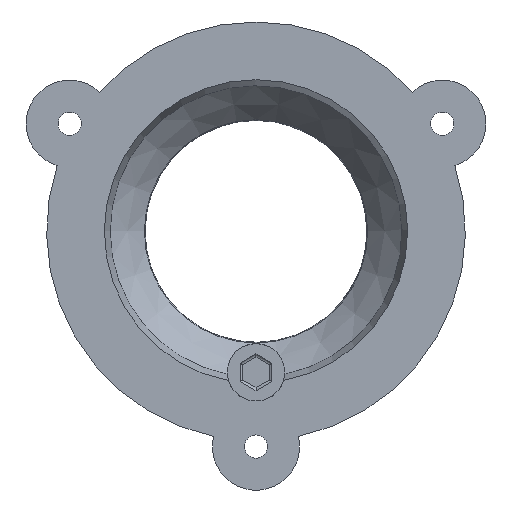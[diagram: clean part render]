
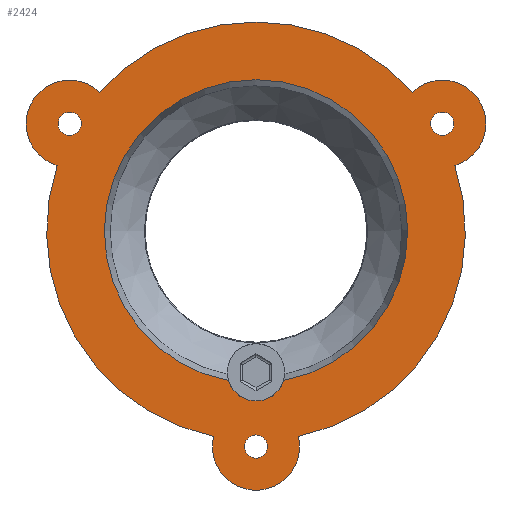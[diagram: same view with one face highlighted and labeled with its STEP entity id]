
A CAD part, front view. The second image highlights one B-rep face of the part: STEP entity #2424.
In plain terms, the highlighted planar face has unit normal (0, -1, 0).
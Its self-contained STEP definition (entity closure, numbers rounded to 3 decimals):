
#23=FACE_BOUND('',#445,.T.);
#24=FACE_BOUND('',#446,.T.);
#25=FACE_BOUND('',#447,.T.);
#26=FACE_BOUND('',#448,.T.);
#148=CIRCLE('',#2553,26.08);
#150=CIRCLE('',#2556,4.926);
#172=CIRCLE('',#2594,36.);
#173=CIRCLE('',#2595,7.5);
#174=CIRCLE('',#2596,36.);
#175=CIRCLE('',#2597,7.5);
#176=CIRCLE('',#2598,36.);
#177=CIRCLE('',#2599,7.5);
#178=CIRCLE('',#2600,2.);
#179=CIRCLE('',#2601,2.);
#180=CIRCLE('',#2602,2.);
#303=FACE_OUTER_BOUND('',#444,.T.);
#444=EDGE_LOOP('',(#2145,#2146,#2147,#2148,#2149,#2150));
#445=EDGE_LOOP('',(#2151,#2152));
#446=EDGE_LOOP('',(#2153));
#447=EDGE_LOOP('',(#2154));
#448=EDGE_LOOP('',(#2155));
#1040=VERTEX_POINT('',#5942);
#1041=VERTEX_POINT('',#5949);
#1102=VERTEX_POINT('',#7530);
#1103=VERTEX_POINT('',#7531);
#1104=VERTEX_POINT('',#7533);
#1105=VERTEX_POINT('',#7535);
#1106=VERTEX_POINT('',#7537);
#1107=VERTEX_POINT('',#7539);
#1108=VERTEX_POINT('',#7542);
#1109=VERTEX_POINT('',#7544);
#1110=VERTEX_POINT('',#7546);
#1353=EDGE_CURVE('',#1040,#1041,#148,.T.);
#1356=EDGE_CURVE('',#1040,#1041,#150,.T.);
#1456=EDGE_CURVE('',#1102,#1103,#172,.T.);
#1457=EDGE_CURVE('',#1103,#1104,#173,.T.);
#1458=EDGE_CURVE('',#1104,#1105,#174,.T.);
#1459=EDGE_CURVE('',#1105,#1106,#175,.T.);
#1460=EDGE_CURVE('',#1106,#1107,#176,.T.);
#1461=EDGE_CURVE('',#1107,#1102,#177,.T.);
#1462=EDGE_CURVE('',#1108,#1108,#178,.T.);
#1463=EDGE_CURVE('',#1109,#1109,#179,.T.);
#1464=EDGE_CURVE('',#1110,#1110,#180,.T.);
#2145=ORIENTED_EDGE('',*,*,#1456,.T.);
#2146=ORIENTED_EDGE('',*,*,#1457,.T.);
#2147=ORIENTED_EDGE('',*,*,#1458,.T.);
#2148=ORIENTED_EDGE('',*,*,#1459,.T.);
#2149=ORIENTED_EDGE('',*,*,#1460,.T.);
#2150=ORIENTED_EDGE('',*,*,#1461,.T.);
#2151=ORIENTED_EDGE('',*,*,#1353,.F.);
#2152=ORIENTED_EDGE('',*,*,#1356,.T.);
#2153=ORIENTED_EDGE('',*,*,#1462,.T.);
#2154=ORIENTED_EDGE('',*,*,#1463,.T.);
#2155=ORIENTED_EDGE('',*,*,#1464,.T.);
#2302=PLANE('',#2593);
#2424=ADVANCED_FACE('',(#303,#23,#24,#25,#26),#2302,.T.);
#2553=AXIS2_PLACEMENT_3D('',#5950,#2919,#2920);
#2556=AXIS2_PLACEMENT_3D('',#5959,#2925,#2926);
#2593=AXIS2_PLACEMENT_3D('',#7529,#3015,#3016);
#2594=AXIS2_PLACEMENT_3D('',#7532,#3017,#3018);
#2595=AXIS2_PLACEMENT_3D('',#7534,#3019,#3020);
#2596=AXIS2_PLACEMENT_3D('',#7536,#3021,#3022);
#2597=AXIS2_PLACEMENT_3D('',#7538,#3023,#3024);
#2598=AXIS2_PLACEMENT_3D('',#7540,#3025,#3026);
#2599=AXIS2_PLACEMENT_3D('',#7541,#3027,#3028);
#2600=AXIS2_PLACEMENT_3D('',#7543,#3029,#3030);
#2601=AXIS2_PLACEMENT_3D('',#7545,#3031,#3032);
#2602=AXIS2_PLACEMENT_3D('',#7547,#3033,#3034);
#2919=DIRECTION('center_axis',(0.,-1.,0.));
#2920=DIRECTION('ref_axis',(1.,0.,0.));
#2925=DIRECTION('center_axis',(0.,1.,0.));
#2926=DIRECTION('ref_axis',(-1.,0.,0.));
#3015=DIRECTION('center_axis',(0.,-1.,0.));
#3016=DIRECTION('ref_axis',(0.,0.,-1.));
#3017=DIRECTION('center_axis',(0.,-1.,0.));
#3018=DIRECTION('ref_axis',(1.,0.,0.));
#3019=DIRECTION('center_axis',(0.,-1.,0.));
#3020=DIRECTION('ref_axis',(1.,0.,0.));
#3021=DIRECTION('center_axis',(0.,-1.,0.));
#3022=DIRECTION('ref_axis',(1.,0.,0.));
#3023=DIRECTION('center_axis',(0.,-1.,0.));
#3024=DIRECTION('ref_axis',(1.,0.,0.));
#3025=DIRECTION('center_axis',(0.,-1.,0.));
#3026=DIRECTION('ref_axis',(1.,0.,0.));
#3027=DIRECTION('center_axis',(0.,-1.,0.));
#3028=DIRECTION('ref_axis',(1.,0.,0.));
#3029=DIRECTION('center_axis',(0.,1.,0.));
#3030=DIRECTION('ref_axis',(1.,0.,0.));
#3031=DIRECTION('center_axis',(0.,1.,0.));
#3032=DIRECTION('ref_axis',(1.,0.,0.));
#3033=DIRECTION('center_axis',(0.,1.,0.));
#3034=DIRECTION('ref_axis',(1.,0.,0.));
#5942=CARTESIAN_POINT('',(4.721,-16.5,-25.649));
#5949=CARTESIAN_POINT('',(-4.721,-16.5,-25.649));
#5950=CARTESIAN_POINT('Origin',(0.,-16.5,0.));
#5959=CARTESIAN_POINT('Origin',(0.,-16.5,-24.243));
#7529=CARTESIAN_POINT('Origin',(0.,-16.5,-24.243));
#7530=CARTESIAN_POINT('',(26.883,-16.5,23.943));
#7531=CARTESIAN_POINT('',(-26.883,-16.5,23.943));
#7532=CARTESIAN_POINT('Origin',(0.,-16.5,0.));
#7533=CARTESIAN_POINT('',(-34.177,-16.5,11.31));
#7534=CARTESIAN_POINT('Origin',(-32.043,-16.5,18.5));
#7535=CARTESIAN_POINT('',(-7.294,-16.5,-35.253));
#7536=CARTESIAN_POINT('Origin',(0.,-16.5,0.));
#7537=CARTESIAN_POINT('',(7.294,-16.5,-35.253));
#7538=CARTESIAN_POINT('Origin',(0.,-16.5,-37.));
#7539=CARTESIAN_POINT('',(34.177,-16.5,11.31));
#7540=CARTESIAN_POINT('Origin',(0.,-16.5,0.));
#7541=CARTESIAN_POINT('Origin',(32.043,-16.5,18.5));
#7542=CARTESIAN_POINT('',(-34.043,-16.5,18.5));
#7543=CARTESIAN_POINT('Origin',(-32.043,-16.5,18.5));
#7544=CARTESIAN_POINT('',(30.043,-16.5,18.5));
#7545=CARTESIAN_POINT('Origin',(32.043,-16.5,18.5));
#7546=CARTESIAN_POINT('',(-2.,-16.5,-37.));
#7547=CARTESIAN_POINT('Origin',(0.,-16.5,-37.));
